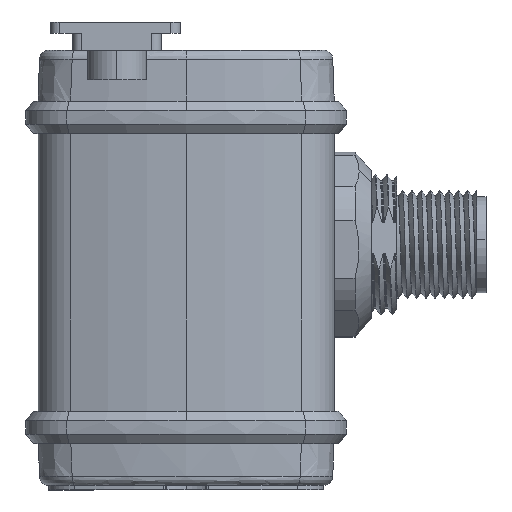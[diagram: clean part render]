
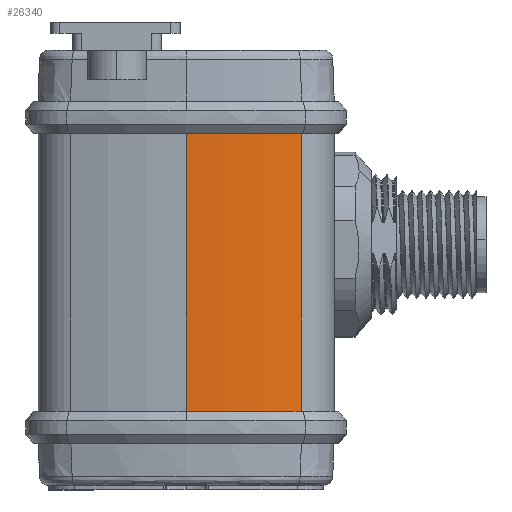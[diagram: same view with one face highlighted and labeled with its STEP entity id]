
A CAD part, left-side view. The second image highlights one B-rep face of the part: STEP entity #26340.
In plain terms, the highlighted cylindrical face has radius 42 mm (diameter 84 mm), a partial arc.
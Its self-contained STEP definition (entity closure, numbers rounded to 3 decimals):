
#119 = CARTESIAN_POINT ( 'NONE',  ( -38.432, 21.147, -20.034 ) ) ;
#778 = AXIS2_PLACEMENT_3D ( 'NONE', #29917, #34181, #42950 ) ;
#2450 = DIRECTION ( 'NONE',  ( 0., 0., -1. ) ) ;
#4466 = EDGE_CURVE ( 'Defeatured_0_253+Defeatured_0_141+Defeatured_0_242+Defeatured_0_141', #22250, #34792, #48719, .T. ) ;
#7975 = CIRCLE ( 'NONE', #778, 42. ) ;
#8351 = DIRECTION ( 'NONE',  ( 1., 0., 0. ) ) ;
#10816 = EDGE_CURVE ( 'Defeatured_0_253+Defeatured_0_224+Defeatured_0_241+Defeatured_0_242', #47177, #24018, #7975, .T. ) ;
#11035 = CARTESIAN_POINT ( 'NONE',  ( -38.432, 21.147, 71.489 ) ) ;
#14035 = ORIENTED_EDGE ( 'NONE', *, *, #10816, .T. ) ;
#16932 = EDGE_CURVE ( 'NONE', #24018, #34792, #17282, .T. ) ;
#17282 = LINE ( 'NONE', #11035, #51413 ) ;
#19465 = AXIS2_PLACEMENT_3D ( 'NONE', #33571, #33372, #8351 ) ;
#22250 = VERTEX_POINT ( 'NONE', #37571 ) ;
#23724 = DIRECTION ( 'NONE',  ( 0., 0., -1. ) ) ;
#24018 = VERTEX_POINT ( 'NONE', #119 ) ;
#24566 = EDGE_LOOP ( 'NONE', ( #14035, #24585, #39321, #40266 ) ) ;
#24585 = ORIENTED_EDGE ( 'NONE', *, *, #16932, .T. ) ;
#26340 = ADVANCED_FACE ( 'Defeatured_0_253', ( #51894 ), #36430, .T. ) ;
#27306 = LINE ( 'NONE', #36628, #38651 ) ;
#27886 = CARTESIAN_POINT ( 'NONE',  ( 3.568, 21.147, 71.489 ) ) ;
#29917 = CARTESIAN_POINT ( 'NONE',  ( 3.568, 21.147, -20.034 ) ) ;
#33372 = DIRECTION ( 'NONE',  ( 0., 0., -1. ) ) ;
#33571 = CARTESIAN_POINT ( 'NONE',  ( 3.568, 21.147, -50.034 ) ) ;
#34181 = DIRECTION ( 'NONE',  ( 0., 0., -1. ) ) ;
#34792 = VERTEX_POINT ( 'NONE', #39498 ) ;
#35915 = DIRECTION ( 'NONE',  ( -1., 0., 0. ) ) ;
#36090 = DIRECTION ( 'NONE',  ( 0., 0., -1. ) ) ;
#36430 = CYLINDRICAL_SURFACE ( 'NONE', #46593, 42. ) ;
#36628 = CARTESIAN_POINT ( 'NONE',  ( -36.533, 8.661, 71.489 ) ) ;
#37571 = CARTESIAN_POINT ( 'NONE',  ( -36.533, 8.661, -50.034 ) ) ;
#38651 = VECTOR ( 'NONE', #36090, 1000. ) ;
#39321 = ORIENTED_EDGE ( 'NONE', *, *, #4466, .F. ) ;
#39498 = CARTESIAN_POINT ( 'NONE',  ( -38.432, 21.147, -50.034 ) ) ;
#40266 = ORIENTED_EDGE ( 'NONE', *, *, #40269, .F. ) ;
#40269 = EDGE_CURVE ( 'Defeatured_0_241+Defeatured_0_253+Defeatured_0_224+Defeatured_0_141', #47177, #22250, #27306, .T. ) ;
#41013 = CARTESIAN_POINT ( 'NONE',  ( -36.533, 8.661, -20.034 ) ) ;
#42950 = DIRECTION ( 'NONE',  ( -1., 0., 0. ) ) ;
#46593 = AXIS2_PLACEMENT_3D ( 'NONE', #27886, #23724, #35915 ) ;
#47177 = VERTEX_POINT ( 'NONE', #41013 ) ;
#48719 = CIRCLE ( 'NONE', #19465, 42. ) ;
#51413 = VECTOR ( 'NONE', #2450, 1000. ) ;
#51894 = FACE_OUTER_BOUND ( 'NONE', #24566, .T. ) ;
